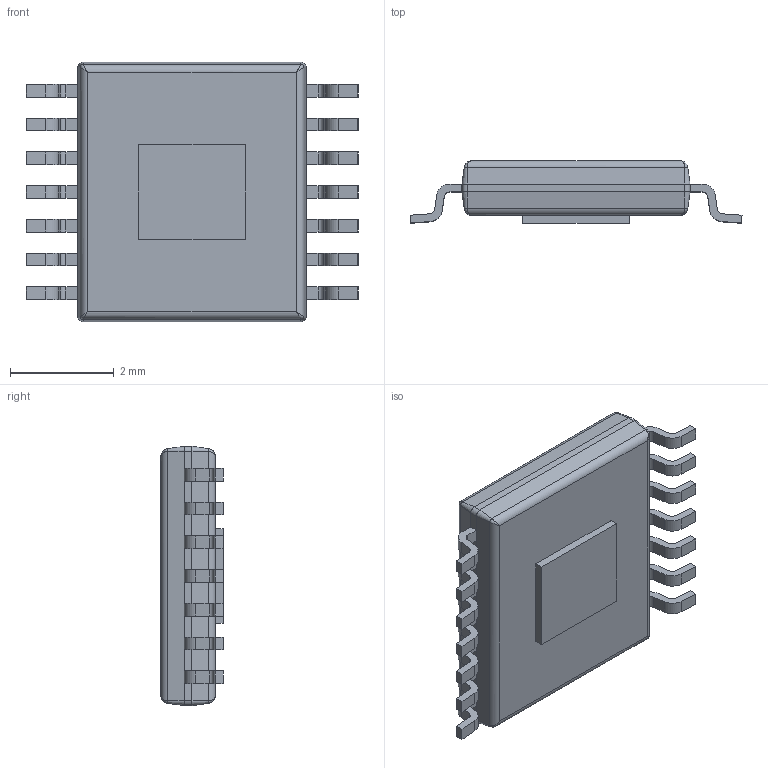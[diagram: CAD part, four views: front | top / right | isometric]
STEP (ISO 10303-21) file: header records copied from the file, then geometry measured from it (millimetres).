
FILE_DESCRIPTION (( 'STEP AP214' ), '1' );
FILE_NAME ('PWP14.STEP', '2020-08-11T03:21:20', ( '' ), ( '' ), 'SwSTEP 2.0', 'SolidWorks 2017', '' );
FILE_SCHEMA (( 'AUTOMOTIVE_DESIGN' ));
Length unit declared in the file: millimetre
Products named in the file (1): PWP14
Bounding box: 6.4 x 1.2 x 5 mm (x, y, z)
Volume: 23.7 mm3; surface area: 86.7 mm2
Topology: 17 solids, 17 shells, 256 faces, 628 edges, 400 vertices
Faces by surface type: plane 168, cylinder 72, cone 8, bspline 8
Entity records: 9604 total; most frequent: CARTESIAN_POINT 2789, ORIENTED_EDGE 1240, DIRECTION 1222, EDGE_CURVE 620, LINE 468, VECTOR 468, VERTEX_POINT 400, AXIS2_PLACEMENT_3D 377
